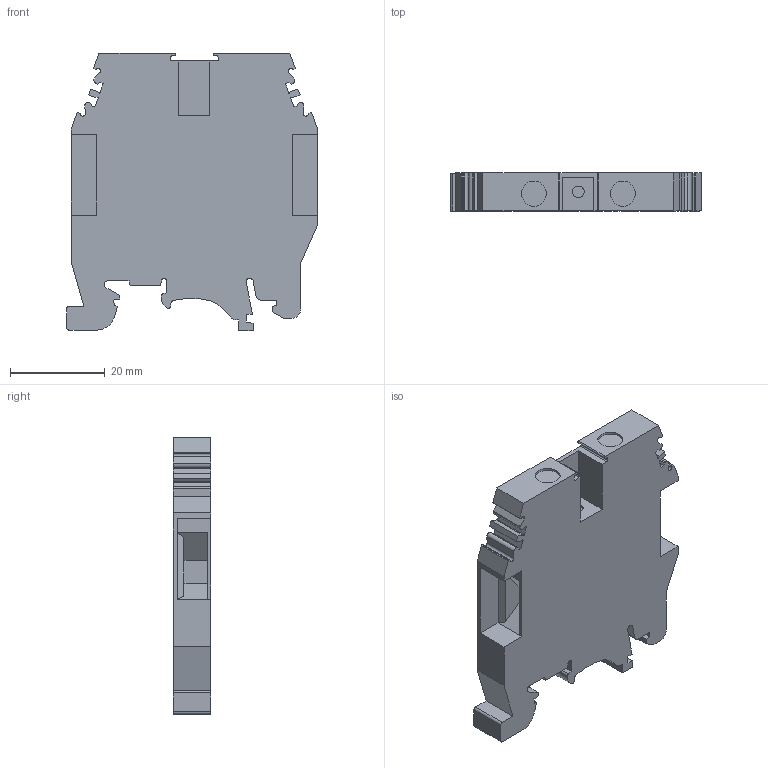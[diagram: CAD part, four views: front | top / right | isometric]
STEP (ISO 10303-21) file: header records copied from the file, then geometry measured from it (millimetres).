
FILE_DESCRIPTION(/* description */ ('Unknown'),/* implementation_level */ '2;1');
FILE_NAME(/* name */ 'KULT6_GY_3D',/* time_stamp */ '2019-09-18T13:17:35+06:00',/* author */ ('Unknown'),/* organization */ ('Unknown'),/* preprocessor_version */ 'ST-DEVELOPER v16.7',/* originating_system */ 'DEX',/* authorisation */ $);
FILE_SCHEMA (('AUTOMOTIVE_DESIGN {1 0 10303 214 3 1 1}'));
Length unit declared in the file: millimetre
Products named in the file (1): KULT6
Bounding box: 53 x 8 x 58.65 mm (x, y, z)
Volume: 17737.6 mm3; surface area: 8501.9 mm2
Topology: 1 solids, 1 shells, 159 faces, 457 edges, 303 vertices
Faces by surface type: plane 115, cylinder 44
Full cylindrical faces by diameter (mm): 2.459 x1, 5.3 x2
Entity records: 6292 total; most frequent: CARTESIAN_POINT 915, ORIENTED_EDGE 906, DIRECTION 861, EDGE_CURVE 453, LINE 365, VECTOR 365, VERTEX_POINT 302, AXIS2_PLACEMENT_3D 248
